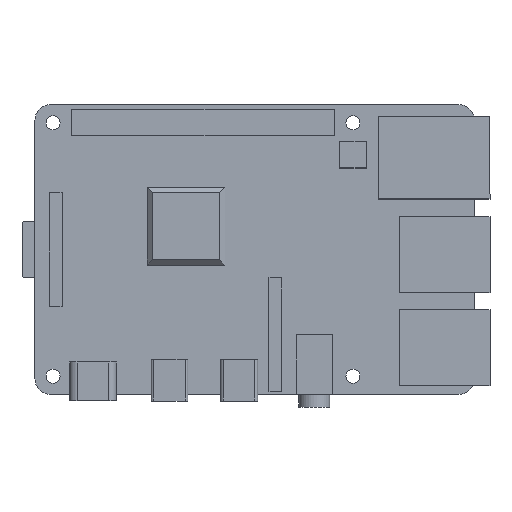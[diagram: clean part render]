
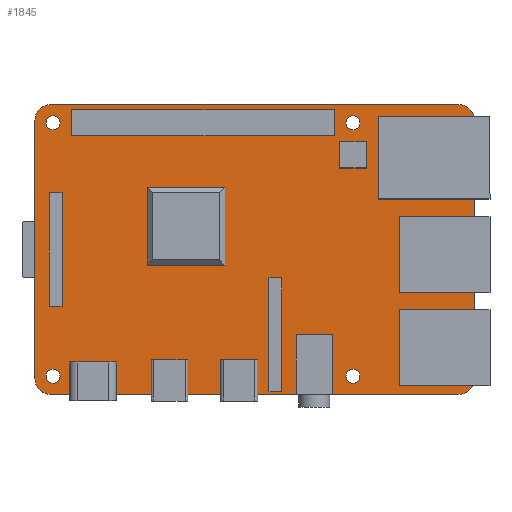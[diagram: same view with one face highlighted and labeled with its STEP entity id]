
A CAD part, top view. The second image highlights one B-rep face of the part: STEP entity #1845.
In plain terms, the highlighted planar face has unit normal (0, 0, 1).
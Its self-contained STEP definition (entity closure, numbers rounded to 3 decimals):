
#117=FACE_BOUND('',#341,.T.);
#118=FACE_BOUND('',#342,.T.);
#119=FACE_BOUND('',#343,.T.);
#120=FACE_BOUND('',#344,.T.);
#129=PLANE('',#2134);
#227=FACE_OUTER_BOUND('',#340,.T.);
#340=EDGE_LOOP('',(#1360,#1361,#1362,#1363,#1364,#1365,#1366,#1367));
#341=EDGE_LOOP('',(#1368));
#342=EDGE_LOOP('',(#1369));
#343=EDGE_LOOP('',(#1370));
#344=EDGE_LOOP('',(#1371));
#455=LINE('',#2902,#656);
#459=LINE('',#2914,#660);
#463=LINE('',#2926,#664);
#467=LINE('',#2938,#668);
#656=VECTOR('',#2328,10.);
#660=VECTOR('',#2340,10.);
#664=VECTOR('',#2352,10.);
#668=VECTOR('',#2364,10.);
#851=CIRCLE('',#2107,1.35);
#853=CIRCLE('',#2110,1.35);
#855=CIRCLE('',#2113,1.35);
#857=CIRCLE('',#2116,1.35);
#860=CIRCLE('',#2121,3.);
#862=CIRCLE('',#2125,3.);
#864=CIRCLE('',#2129,3.);
#866=CIRCLE('',#2133,3.);
#899=VERTEX_POINT('',#2872);
#901=VERTEX_POINT('',#2878);
#903=VERTEX_POINT('',#2884);
#905=VERTEX_POINT('',#2890);
#909=VERTEX_POINT('',#2899);
#910=VERTEX_POINT('',#2901);
#912=VERTEX_POINT('',#2907);
#914=VERTEX_POINT('',#2913);
#916=VERTEX_POINT('',#2919);
#918=VERTEX_POINT('',#2925);
#920=VERTEX_POINT('',#2931);
#922=VERTEX_POINT('',#2937);
#1063=EDGE_CURVE('',#899,#899,#851,.T.);
#1066=EDGE_CURVE('',#901,#901,#853,.T.);
#1069=EDGE_CURVE('',#903,#903,#855,.T.);
#1072=EDGE_CURVE('',#905,#905,#857,.T.);
#1077=EDGE_CURVE('',#910,#909,#455,.T.);
#1080=EDGE_CURVE('',#912,#910,#860,.T.);
#1083=EDGE_CURVE('',#914,#912,#459,.T.);
#1086=EDGE_CURVE('',#916,#914,#862,.T.);
#1089=EDGE_CURVE('',#918,#916,#463,.T.);
#1092=EDGE_CURVE('',#920,#918,#864,.T.);
#1095=EDGE_CURVE('',#922,#920,#467,.T.);
#1098=EDGE_CURVE('',#909,#922,#866,.T.);
#1360=ORIENTED_EDGE('',*,*,#1098,.T.);
#1361=ORIENTED_EDGE('',*,*,#1095,.T.);
#1362=ORIENTED_EDGE('',*,*,#1092,.T.);
#1363=ORIENTED_EDGE('',*,*,#1089,.T.);
#1364=ORIENTED_EDGE('',*,*,#1086,.T.);
#1365=ORIENTED_EDGE('',*,*,#1083,.T.);
#1366=ORIENTED_EDGE('',*,*,#1080,.T.);
#1367=ORIENTED_EDGE('',*,*,#1077,.T.);
#1368=ORIENTED_EDGE('',*,*,#1072,.T.);
#1369=ORIENTED_EDGE('',*,*,#1069,.T.);
#1370=ORIENTED_EDGE('',*,*,#1066,.T.);
#1371=ORIENTED_EDGE('',*,*,#1063,.T.);
#1845=ADVANCED_FACE('',(#227,#117,#118,#119,#120),#129,.T.);
#2107=AXIS2_PLACEMENT_3D('',#2873,#2298,#2299);
#2110=AXIS2_PLACEMENT_3D('',#2879,#2305,#2306);
#2113=AXIS2_PLACEMENT_3D('',#2885,#2312,#2313);
#2116=AXIS2_PLACEMENT_3D('',#2891,#2319,#2320);
#2121=AXIS2_PLACEMENT_3D('',#2908,#2334,#2335);
#2125=AXIS2_PLACEMENT_3D('',#2920,#2346,#2347);
#2129=AXIS2_PLACEMENT_3D('',#2932,#2358,#2359);
#2133=AXIS2_PLACEMENT_3D('',#2942,#2370,#2371);
#2134=AXIS2_PLACEMENT_3D('',#2943,#2372,#2373);
#2298=DIRECTION('center_axis',(0.,0.,-1.));
#2299=DIRECTION('ref_axis',(1.,0.,0.));
#2305=DIRECTION('center_axis',(0.,0.,-1.));
#2306=DIRECTION('ref_axis',(1.,0.,0.));
#2312=DIRECTION('center_axis',(0.,0.,-1.));
#2313=DIRECTION('ref_axis',(1.,0.,0.));
#2319=DIRECTION('center_axis',(0.,0.,-1.));
#2320=DIRECTION('ref_axis',(1.,0.,0.));
#2328=DIRECTION('',(1.,0.,0.));
#2334=DIRECTION('center_axis',(0.,0.,1.));
#2335=DIRECTION('ref_axis',(-1.,0.,0.));
#2340=DIRECTION('',(0.,-1.,0.));
#2346=DIRECTION('center_axis',(0.,0.,1.));
#2347=DIRECTION('ref_axis',(0.,1.,0.));
#2352=DIRECTION('',(-1.,0.,0.));
#2358=DIRECTION('center_axis',(0.,0.,1.));
#2359=DIRECTION('ref_axis',(1.,0.,0.));
#2364=DIRECTION('',(0.,1.,0.));
#2370=DIRECTION('center_axis',(0.,0.,1.));
#2371=DIRECTION('ref_axis',(0.,-1.,0.));
#2372=DIRECTION('center_axis',(0.,0.,1.));
#2373=DIRECTION('ref_axis',(1.,0.,0.));
#2872=CARTESIAN_POINT('',(-30.35,24.5,1.));
#2873=CARTESIAN_POINT('Origin',(-29.,24.5,1.));
#2878=CARTESIAN_POINT('',(-30.35,-24.5,1.));
#2879=CARTESIAN_POINT('Origin',(-29.,-24.5,1.));
#2884=CARTESIAN_POINT('',(27.65,-24.5,1.));
#2885=CARTESIAN_POINT('Origin',(29.,-24.5,1.));
#2890=CARTESIAN_POINT('',(27.65,24.5,1.));
#2891=CARTESIAN_POINT('Origin',(29.,24.5,1.));
#2899=CARTESIAN_POINT('',(49.499,-28.,1.));
#2901=CARTESIAN_POINT('',(-29.5,-28.,1.));
#2902=CARTESIAN_POINT('',(49.499,-28.,1.));
#2907=CARTESIAN_POINT('',(-32.5,-25.,1.));
#2908=CARTESIAN_POINT('Origin',(-29.5,-25.,1.));
#2913=CARTESIAN_POINT('',(-32.5,25.,1.));
#2914=CARTESIAN_POINT('',(-32.5,25.,1.));
#2919=CARTESIAN_POINT('',(-29.5,28.,1.));
#2920=CARTESIAN_POINT('Origin',(-29.5,25.,1.));
#2925=CARTESIAN_POINT('',(49.499,28.,1.));
#2926=CARTESIAN_POINT('',(49.499,28.,1.));
#2931=CARTESIAN_POINT('',(52.499,25.,1.));
#2932=CARTESIAN_POINT('Origin',(49.499,25.,1.));
#2937=CARTESIAN_POINT('',(52.499,-25.,1.));
#2938=CARTESIAN_POINT('',(52.499,-25.,1.));
#2942=CARTESIAN_POINT('Origin',(49.499,-25.,1.));
#2943=CARTESIAN_POINT('Origin',(9.999,0.,1.));
